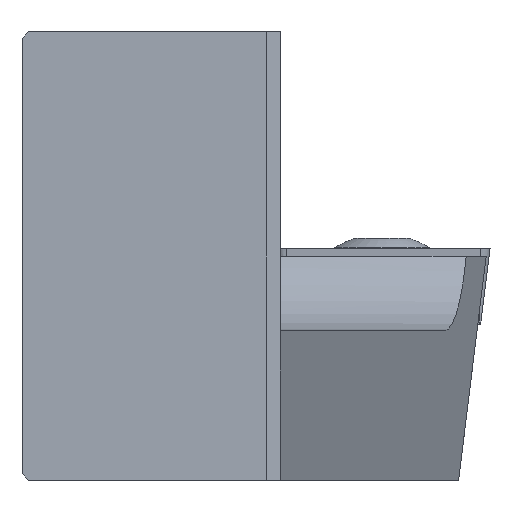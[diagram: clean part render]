
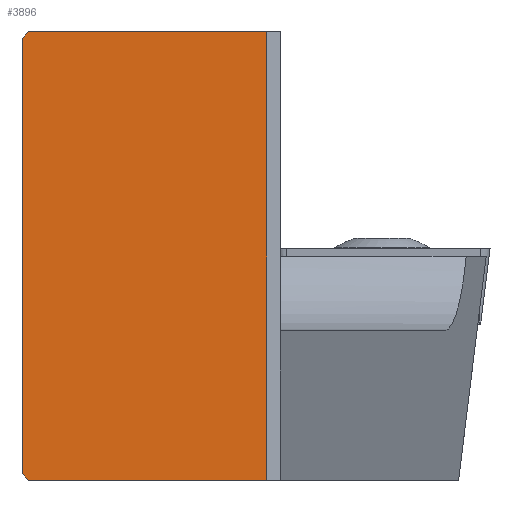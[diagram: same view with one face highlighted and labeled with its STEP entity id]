
A CAD part, front view. The second image highlights one B-rep face of the part: STEP entity #3896.
In plain terms, the highlighted face is planar.
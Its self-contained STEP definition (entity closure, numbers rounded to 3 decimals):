
#42 = DIRECTION ( 'NONE',  ( 0., 0., 1. ) ) ;
#43 = DIRECTION ( 'NONE',  ( -1., 0., 0. ) ) ;
#52 = CARTESIAN_POINT ( 'NONE',  ( 0., 43., -16.5 ) ) ;
#63 = PLANE ( 'NONE',  #2486 ) ;
#514 = LINE ( 'NONE', #2948, #515 ) ;
#515 = VECTOR ( 'NONE', #2947, 1000. ) ;
#564 = LINE ( 'NONE', #2830, #565 ) ;
#565 = VECTOR ( 'NONE', #2827, 1000. ) ;
#1236 = VERTEX_POINT ( 'NONE', #3371 ) ;
#1356 = VERTEX_POINT ( 'NONE', #3067 ) ;
#1366 = VERTEX_POINT ( 'NONE', #3043 ) ;
#1424 = VERTEX_POINT ( 'NONE', #2956 ) ;
#1426 = VERTEX_POINT ( 'NONE', #2950 ) ;
#1639 = VERTEX_POINT ( 'NONE', #2734 ) ;
#1834 = FACE_OUTER_BOUND ( 'NONE', #4016, .T. ) ;
#1949 = EDGE_CURVE ( 'NONE', #1356, #1236, #2313, .T. ) ;
#1953 = EDGE_CURVE ( 'NONE', #1424, #1236, #2310, .T. ) ;
#1955 = EDGE_CURVE ( 'NONE', #1639, #1426, #2321, .T. ) ;
#1960 = EDGE_CURVE ( 'NONE', #1356, #1366, #2329, .T. ) ;
#2306 = VECTOR ( 'NONE', #3257, 1000. ) ;
#2310 = LINE ( 'NONE', #3260, #2306 ) ;
#2313 = LINE ( 'NONE', #3282, #2314 ) ;
#2314 = VECTOR ( 'NONE', #3281, 1000. ) ;
#2321 = LINE ( 'NONE', #3254, #2322 ) ;
#2322 = VECTOR ( 'NONE', #3252, 1000. ) ;
#2329 = LINE ( 'NONE', #3227, #2330 ) ;
#2330 = VECTOR ( 'NONE', #3225, 1000. ) ;
#2373 = EDGE_CURVE ( 'NONE', #1426, #1424, #514, .T. ) ;
#2413 = EDGE_CURVE ( 'NONE', #1366, #1639, #564, .T. ) ;
#2486 = AXIS2_PLACEMENT_3D ( 'NONE', #52, #43, #42 ) ;
#2734 = CARTESIAN_POINT ( 'NONE',  ( 0., 0.5, 16.5 ) ) ;
#2827 = DIRECTION ( 'NONE',  ( 0., -1., 0. ) ) ;
#2830 = CARTESIAN_POINT ( 'NONE',  ( 0., 43., 16.5 ) ) ;
#2947 = DIRECTION ( 'NONE',  ( 0., 0., -1. ) ) ;
#2948 = CARTESIAN_POINT ( 'NONE',  ( 0., 0., -16.5 ) ) ;
#2950 = CARTESIAN_POINT ( 'NONE',  ( 0., 0., 16. ) ) ;
#2956 = CARTESIAN_POINT ( 'NONE',  ( 0., 0., -16. ) ) ;
#3043 = CARTESIAN_POINT ( 'NONE',  ( 0., 18., 16.5 ) ) ;
#3067 = CARTESIAN_POINT ( 'NONE',  ( 0., 18., -16.5 ) ) ;
#3225 = DIRECTION ( 'NONE',  ( 0., 0., 1. ) ) ;
#3227 = CARTESIAN_POINT ( 'NONE',  ( 0., 18., -16.5 ) ) ;
#3252 = DIRECTION ( 'NONE',  ( 0., -0.707, -0.707 ) ) ;
#3254 = CARTESIAN_POINT ( 'NONE',  ( 0., 0.5, 16.5 ) ) ;
#3257 = DIRECTION ( 'NONE',  ( 0., 0.707, -0.707 ) ) ;
#3260 = CARTESIAN_POINT ( 'NONE',  ( 0., 0.5, -16.5 ) ) ;
#3281 = DIRECTION ( 'NONE',  ( 0., -1., 0. ) ) ;
#3282 = CARTESIAN_POINT ( 'NONE',  ( 0., 43., -16.5 ) ) ;
#3371 = CARTESIAN_POINT ( 'NONE',  ( 0., 0.5, -16.5 ) ) ;
#3896 = ADVANCED_FACE ( 'NONE', ( #1834 ), #63, .F. ) ;
#4016 = EDGE_LOOP ( 'NONE', ( #4071, #4070, #4069, #4068, #4067, #4066 ) ) ;
#4066 = ORIENTED_EDGE ( 'NONE', *, *, #1953, .T. ) ;
#4067 = ORIENTED_EDGE ( 'NONE', *, *, #2373, .T. ) ;
#4068 = ORIENTED_EDGE ( 'NONE', *, *, #1955, .T. ) ;
#4069 = ORIENTED_EDGE ( 'NONE', *, *, #2413, .T. ) ;
#4070 = ORIENTED_EDGE ( 'NONE', *, *, #1960, .T. ) ;
#4071 = ORIENTED_EDGE ( 'NONE', *, *, #1949, .F. ) ;
